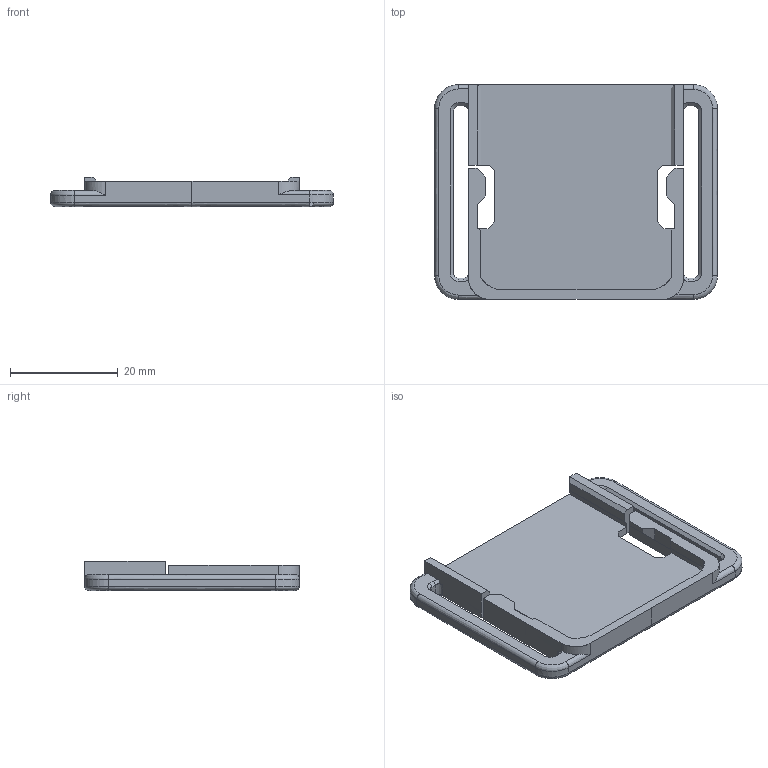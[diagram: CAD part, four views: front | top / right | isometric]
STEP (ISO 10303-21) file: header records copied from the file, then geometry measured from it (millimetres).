
FILE_DESCRIPTION(('HOOPS Exchange Step'),'2;1');
FILE_NAME('Slide Tray v4.1.stp','2025-03-30T17:00:43+10:00',('matty'),('Unknown organisation'),'HOOPS Exchange 2023.2','HOOPS Exchange','Unknown authorisation');
FILE_SCHEMA( ('AP203_CONFIGURATION_CONTROLLED_3D_DESIGN_OF_MECHANICAL_PARTS_AND_ASSEMBLIES_MIM_LF') );
Length unit declared in the file: millimetre
Products named in the file (1): Solid 134
Bounding box: 52.5 x 39.87 x 5.43 mm (x, y, z)
Volume: 3905.6 mm3; surface area: 5176.9 mm2
Topology: 1 solids, 1 shells, 130 faces, 378 edges, 245 vertices
Faces by surface type: plane 76, bspline 46, cylinder 6, cone 2
Entity records: 5998 total; most frequent: CARTESIAN_POINT 2945, ORIENTED_EDGE 750, DIRECTION 442, EDGE_CURVE 375, VERTEX_POINT 245, VECTOR 238, LINE 238, EDGE_LOOP 132
